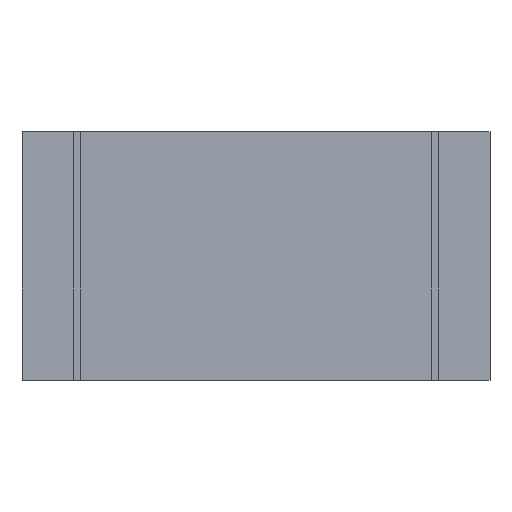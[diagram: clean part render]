
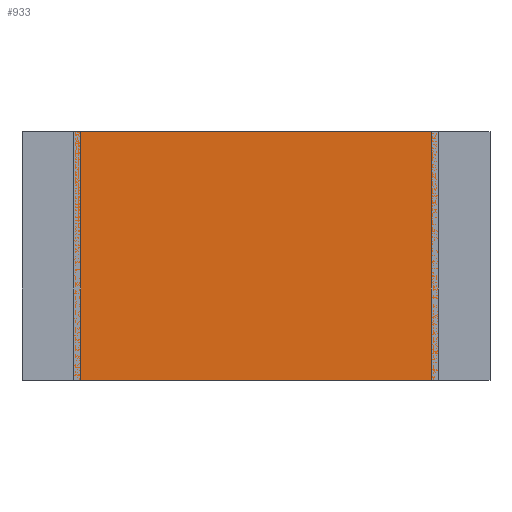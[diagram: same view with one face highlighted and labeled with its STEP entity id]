
A CAD part, top view. The second image highlights one B-rep face of the part: STEP entity #933.
In plain terms, the highlighted free-form (B-spline) face has degree [1, 1] with [2, 2] control points.
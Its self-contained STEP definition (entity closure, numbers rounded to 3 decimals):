
#803=CARTESIAN_POINT('',(1.25,0.85,0.65));
#804=VERTEX_POINT('',#803);
#813=CARTESIAN_POINT('',(1.25,-0.85,0.65));
#814=VERTEX_POINT('',#813);
#815=CARTESIAN_POINT('',(1.25,-0.85,0.65));
#816=DIRECTION('',(0.0,1.0,0.0));
#817=VECTOR('',#816,1.7);
#818=LINE('',#815,#817);
#819=EDGE_CURVE('',#814,#804,#818,.T.);
#843=CARTESIAN_POINT('',(-1.25,-0.85,0.65));
#844=VERTEX_POINT('',#843);
#853=CARTESIAN_POINT('',(-1.25,0.85,0.65));
#854=VERTEX_POINT('',#853);
#855=CARTESIAN_POINT('',(-1.25,0.85,0.65));
#856=DIRECTION('',(0.0,-1.0,0.0));
#857=VECTOR('',#856,1.7);
#858=LINE('',#855,#857);
#859=EDGE_CURVE('',#854,#844,#858,.T.);
#891=CARTESIAN_POINT('',(-1.25,0.85,0.65));
#892=DIRECTION('',(1.0,0.0,0.0));
#893=VECTOR('',#892,2.5);
#894=LINE('',#891,#893);
#895=EDGE_CURVE('',#854,#804,#894,.T.);
#917=CARTESIAN_POINT('',(-1.25,-0.85,0.65));
#918=CARTESIAN_POINT('',(1.25,-0.85,0.65));
#919=CARTESIAN_POINT('',(-1.25,0.85,0.65));
#920=CARTESIAN_POINT('',(1.25,0.85,0.65));
#921=B_SPLINE_SURFACE_WITH_KNOTS('',1,1,((#917,#919),(#918,#920)),.UNSPECIFIED.,.F.,.F.,.U.,(2,2),(2,2),(0.0,2.5),(0.0,1.7),.UNSPECIFIED.);
#922=ORIENTED_EDGE('',*,*,#819,.T.);
#923=ORIENTED_EDGE('',*,*,#895,.F.);
#924=ORIENTED_EDGE('',*,*,#859,.T.);
#925=CARTESIAN_POINT('',(1.25,-0.85,0.65));
#926=DIRECTION('',(-1.0,0.0,0.0));
#927=VECTOR('',#926,2.5);
#928=LINE('',#925,#927);
#929=EDGE_CURVE('',#814,#844,#928,.T.);
#930=ORIENTED_EDGE('',*,*,#929,.F.);
#931=EDGE_LOOP('',(#922,#923,#924,#930));
#932=FACE_OUTER_BOUND('',#931,.T.);
#933=ADVANCED_FACE('',(#932),#921,.T.);
